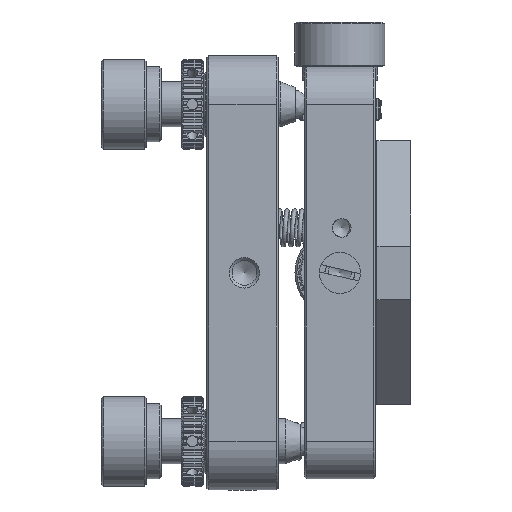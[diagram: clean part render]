
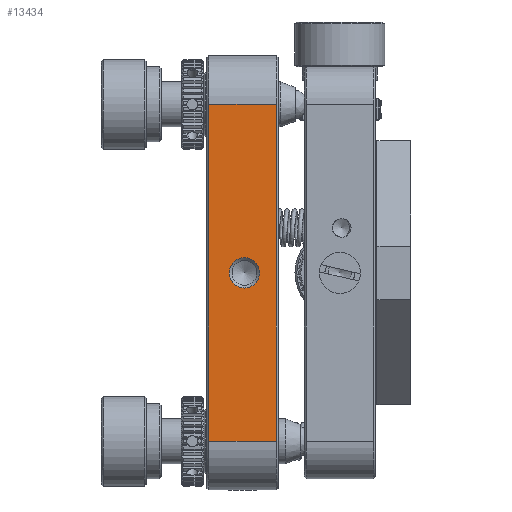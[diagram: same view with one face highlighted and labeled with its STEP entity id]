
A CAD part, front view. The second image highlights one B-rep face of the part: STEP entity #13434.
In plain terms, the highlighted planar face has unit normal (0, -1, 0).
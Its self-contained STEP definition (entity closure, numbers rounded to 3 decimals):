
#1796 = FACE_BOUND ( 'NONE', #115425, .T. ) ;
#4253 = ORIENTED_EDGE ( 'NONE', *, *, #65973, .F. ) ;
#7461 = ORIENTED_EDGE ( 'NONE', *, *, #84345, .F. ) ;
#8768 = CARTESIAN_POINT ( 'NONE',  ( -8.581, -37.232, 77.5 ) ) ;
#9811 = DIRECTION ( 'NONE',  ( 0., 0., -1. ) ) ;
#10124 = DIRECTION ( 'NONE',  ( 0., 0., -1. ) ) ;
#10509 = CARTESIAN_POINT ( 'NONE',  ( -8.831, -37.232, 77.5 ) ) ;
#13434 = ADVANCED_FACE ( 'NONE', ( #50018, #1796 ), #48779, .F. ) ;
#16700 = DIRECTION ( 'NONE',  ( -1., 0., 0. ) ) ;
#17754 = EDGE_CURVE ( 'NONE', #22799, #32100, #111689, .T. ) ;
#18426 = VECTOR ( 'NONE', #24063, 1000. ) ;
#21192 = CARTESIAN_POINT ( 'NONE',  ( -8.831, -37.232, 84. ) ) ;
#22799 = VERTEX_POINT ( 'NONE', #83970 ) ;
#24063 = DIRECTION ( 'NONE',  ( 0., 0., -1. ) ) ;
#28812 = VERTEX_POINT ( 'NONE', #97200 ) ;
#29037 = LINE ( 'NONE', #8768, #117391 ) ;
#30393 = CARTESIAN_POINT ( 'NONE',  ( -13.081, -37.232, 55. ) ) ;
#32100 = VERTEX_POINT ( 'NONE', #74324 ) ;
#32454 = ORIENTED_EDGE ( 'NONE', *, *, #66697, .F. ) ;
#37914 = AXIS2_PLACEMENT_3D ( 'NONE', #88765, #40503, #79204 ) ;
#39275 = DIRECTION ( 'NONE',  ( 0., -1., 0. ) ) ;
#40503 = DIRECTION ( 'NONE',  ( 0., 1., 0. ) ) ;
#46972 = AXIS2_PLACEMENT_3D ( 'NONE', #30393, #39275, #10124 ) ;
#47516 = CARTESIAN_POINT ( 'NONE',  ( -13.081, -37.232, 52.975 ) ) ;
#48779 = PLANE ( 'NONE',  #37914 ) ;
#50018 = FACE_OUTER_BOUND ( 'NONE', #70472, .T. ) ;
#54050 = EDGE_CURVE ( 'NONE', #22799, #85642, #29037, .T. ) ;
#59730 = ORIENTED_EDGE ( 'NONE', *, *, #54050, .F. ) ;
#61072 = CIRCLE ( 'NONE', #46972, 2.025 ) ;
#65973 = EDGE_CURVE ( 'NONE', #105302, #105302, #61072, .T. ) ;
#66697 = EDGE_CURVE ( 'NONE', #28812, #32100, #79554, .T. ) ;
#70472 = EDGE_LOOP ( 'NONE', ( #7461, #59730, #106365, #32454 ) ) ;
#74324 = CARTESIAN_POINT ( 'NONE',  ( -17.831, -37.232, 32.5 ) ) ;
#79204 = DIRECTION ( 'NONE',  ( 0., 0., 1. ) ) ;
#79554 = LINE ( 'NONE', #108806, #101533 ) ;
#83970 = CARTESIAN_POINT ( 'NONE',  ( -17.831, -37.232, 77.5 ) ) ;
#84345 = EDGE_CURVE ( 'NONE', #85642, #28812, #116458, .T. ) ;
#85642 = VERTEX_POINT ( 'NONE', #10509 ) ;
#85840 = VECTOR ( 'NONE', #9811, 1000. ) ;
#86787 = DIRECTION ( 'NONE',  ( 1., 0., 0. ) ) ;
#88765 = CARTESIAN_POINT ( 'NONE',  ( -8.581, -37.232, 84. ) ) ;
#97200 = CARTESIAN_POINT ( 'NONE',  ( -8.831, -37.232, 32.5 ) ) ;
#100280 = CARTESIAN_POINT ( 'NONE',  ( -17.831, -37.232, 84. ) ) ;
#101533 = VECTOR ( 'NONE', #16700, 1000. ) ;
#105302 = VERTEX_POINT ( 'NONE', #47516 ) ;
#106365 = ORIENTED_EDGE ( 'NONE', *, *, #17754, .T. ) ;
#108806 = CARTESIAN_POINT ( 'NONE',  ( -8.581, -37.232, 32.5 ) ) ;
#111689 = LINE ( 'NONE', #100280, #18426 ) ;
#115425 = EDGE_LOOP ( 'NONE', ( #4253 ) ) ;
#116458 = LINE ( 'NONE', #21192, #85840 ) ;
#117391 = VECTOR ( 'NONE', #86787, 1000. ) ;
